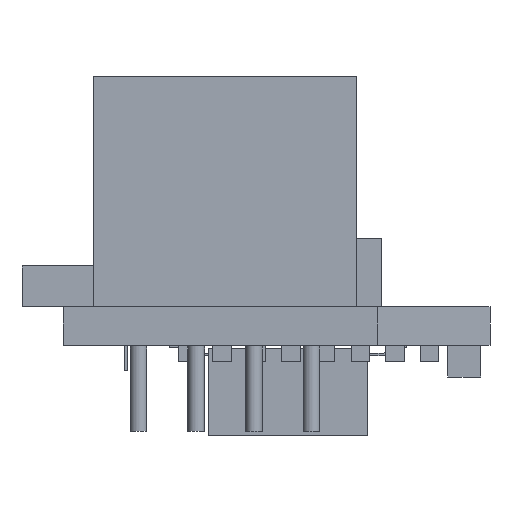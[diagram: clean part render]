
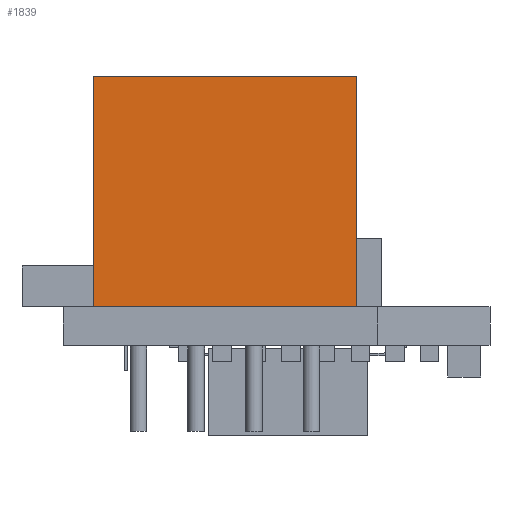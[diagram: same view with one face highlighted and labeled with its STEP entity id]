
A CAD part, front view. The second image highlights one B-rep face of the part: STEP entity #1839.
In plain terms, the highlighted planar face has unit normal (0, -1, 0).
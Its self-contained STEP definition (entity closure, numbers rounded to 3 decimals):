
#1839 = ADVANCED_FACE('',(#1840),#1874,.T.);
#1840 = FACE_BOUND('',#1841,.T.);
#1841 = EDGE_LOOP('',(#1842,#1852,#1860,#1868));
#1842 = ORIENTED_EDGE('',*,*,#1843,.F.);
#1843 = EDGE_CURVE('',#1844,#1846,#1848,.T.);
#1844 = VERTEX_POINT('',#1845);
#1845 = CARTESIAN_POINT('',(9.614,-2.997,0.));
#1846 = VERTEX_POINT('',#1847);
#1847 = CARTESIAN_POINT('',(-1.994,-2.997,0.));
#1848 = LINE('',#1849,#1850);
#1849 = CARTESIAN_POINT('',(9.614,-2.997,0.));
#1850 = VECTOR('',#1851,1.);
#1851 = DIRECTION('',(-1.,0.,0.));
#1852 = ORIENTED_EDGE('',*,*,#1853,.F.);
#1853 = EDGE_CURVE('',#1854,#1844,#1856,.T.);
#1854 = VERTEX_POINT('',#1855);
#1855 = CARTESIAN_POINT('',(9.614,-2.997,10.16));
#1856 = LINE('',#1857,#1858);
#1857 = CARTESIAN_POINT('',(9.614,-2.997,10.16));
#1858 = VECTOR('',#1859,1.);
#1859 = DIRECTION('',(0.,0.,-1.));
#1860 = ORIENTED_EDGE('',*,*,#1861,.F.);
#1861 = EDGE_CURVE('',#1862,#1854,#1864,.T.);
#1862 = VERTEX_POINT('',#1863);
#1863 = CARTESIAN_POINT('',(-1.994,-2.997,10.16));
#1864 = LINE('',#1865,#1866);
#1865 = CARTESIAN_POINT('',(-1.994,-2.997,10.16));
#1866 = VECTOR('',#1867,1.);
#1867 = DIRECTION('',(1.,0.,0.));
#1868 = ORIENTED_EDGE('',*,*,#1869,.F.);
#1869 = EDGE_CURVE('',#1846,#1862,#1870,.T.);
#1870 = LINE('',#1871,#1872);
#1871 = CARTESIAN_POINT('',(-1.994,-2.997,0.));
#1872 = VECTOR('',#1873,1.);
#1873 = DIRECTION('',(0.,0.,1.));
#1874 = PLANE('',#1875);
#1875 = AXIS2_PLACEMENT_3D('',#1876,#1877,#1878);
#1876 = CARTESIAN_POINT('',(-1.994,-2.997,0.));
#1877 = DIRECTION('',(0.,-1.,0.));
#1878 = DIRECTION('',(0.,0.,1.));
